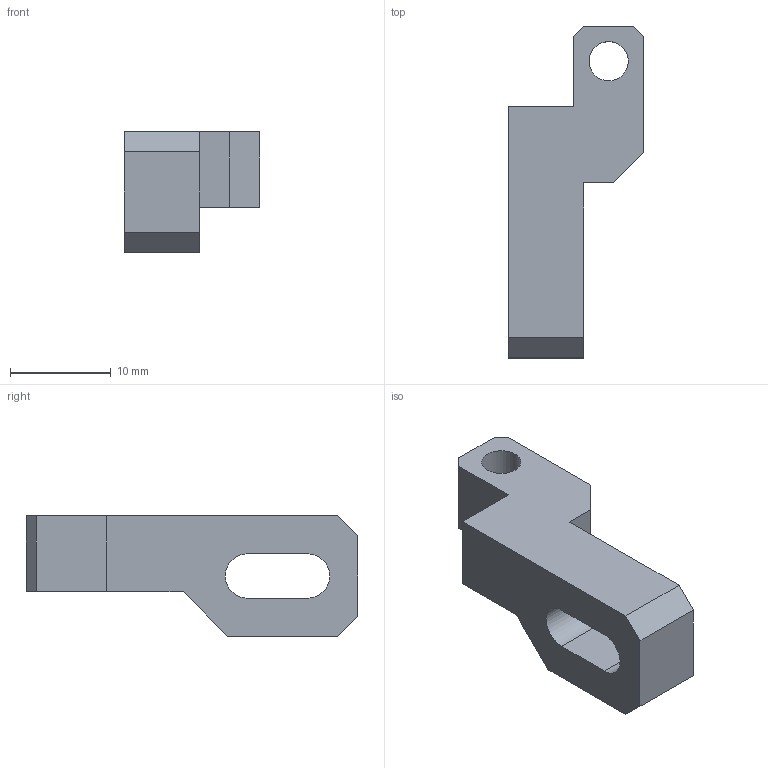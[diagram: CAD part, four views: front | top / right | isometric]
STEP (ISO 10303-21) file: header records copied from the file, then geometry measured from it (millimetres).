
FILE_DESCRIPTION(/* description */ (''),/* implementation_level */ '2;1');
FILE_NAME(/* name */ 'x-end-stop_altenative.step',/* time_stamp */ '2021-06-08T08:45:09-04:00',/* author */ (''),/* organization */ (''),/* preprocessor_version */ 'ST-DEVELOPER v18.1',/* originating_system */ 'Autodesk Translation Framework v10.9.0.1377',/* authorisation */ '');
FILE_SCHEMA (('AUTOMOTIVE_DESIGN { 1 0 10303 214 3 1 1 }'));
Length unit declared in the file: millimetre
Products named in the file (1): x-end-stop_altenative
Bounding box: 13.5 x 33 x 12 mm (x, y, z)
Volume: 2216.1 mm3; surface area: 1583.3 mm2
Topology: 1 solids, 1 shells, 22 faces, 60 edges, 40 vertices
Faces by surface type: plane 19, cylinder 3
Full cylindrical faces by diameter (mm): 3.9 x1
Entity records: 738 total; most frequent: CARTESIAN_POINT 123, ORIENTED_EDGE 120, DIRECTION 112, EDGE_CURVE 60, LINE 54, VECTOR 54, VERTEX_POINT 40, AXIS2_PLACEMENT_3D 29
